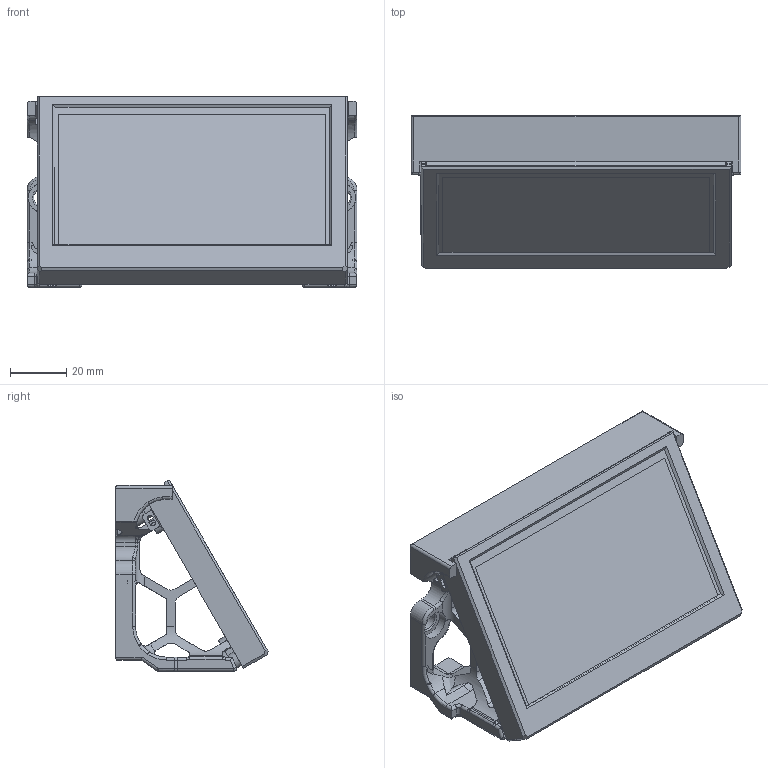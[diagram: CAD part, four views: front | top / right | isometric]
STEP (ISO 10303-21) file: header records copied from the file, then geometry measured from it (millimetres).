
FILE_DESCRIPTION(/* description */ (''),/* implementation_level */ '2;1');
FILE_NAME(/* name */ 'Waveshare 4.3inch DSI LCD.step',/* time_stamp */ '2022-03-20T09:52:58+07:00',/* author */ (''),/* organization */ (''),/* preprocessor_version */ 'ST-DEVELOPER v18.1',/* originating_system */ 'Autodesk Translation Framework v10.13.0.1454',/* authorisation */ '');
FILE_SCHEMA (('AUTOMOTIVE_DESIGN { 1 0 10303 214 3 1 1 }'));
Length unit declared in the file: millimetre
Products named in the file (9): Waveshare 4.3inch DSI LCD; Waveshare 4.3" DSI LCD v5; pcb; pcb standoffs; foam; lcd back case; lcd; Mount; Faceplate
Assembly tree (8 placements, depth 4):
  Waveshare 4.3inch DSI LCD
    Waveshare 4.3" DSI LCD v5
      pcb
        pcb standoffs
      foam
      lcd back case
      lcd
    Mount
    Faceplate
Bounding box: 117 x 54.05 x 67.6 mm (x, y, z)
Volume: 95990.6 mm3; surface area: 88960.6 mm2
Topology: 15 solids, 15 shells, 590 faces, 1561 edges, 999 vertices
Faces by surface type: plane 272, cylinder 194, bspline 82, torus 30, sphere 8, cone 4
Full cylindrical faces by diameter (mm): 1.5 x8, 1.6 x2, 5.5 x8, 6.2 x2, 10.2 x2
Entity records: 21890 total; most frequent: CARTESIAN_POINT 7205, ORIENTED_EDGE 3122, DIRECTION 2860, EDGE_CURVE 1561, VERTEX_POINT 999, AXIS2_PLACEMENT_3D 996, LINE 868, VECTOR 868
